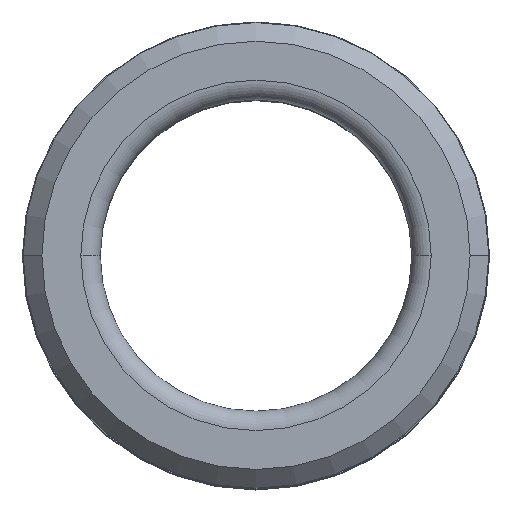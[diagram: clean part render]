
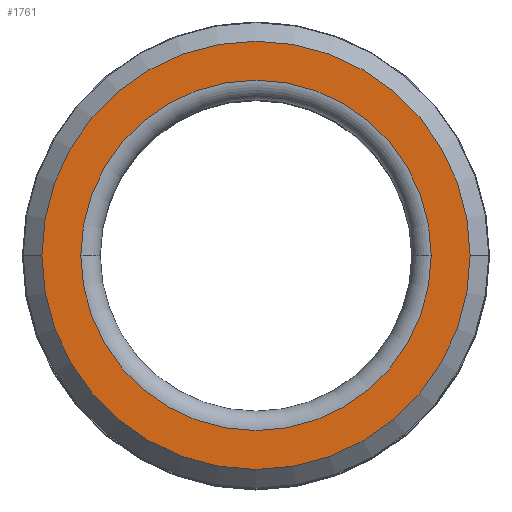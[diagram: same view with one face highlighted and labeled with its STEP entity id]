
A CAD part, top view. The second image highlights one B-rep face of the part: STEP entity #1761.
In plain terms, the highlighted planar face has unit normal (0, 0, 1).
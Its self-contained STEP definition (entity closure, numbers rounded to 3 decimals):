
#9 = CIRCLE ( 'NONE', #579, 5.5 ) ;
#81 = EDGE_CURVE ( 'NONE', #1231, #1154, #180, .T. ) ;
#153 = AXIS2_PLACEMENT_3D ( 'NONE', #353, #325, #201 ) ;
#180 = CIRCLE ( 'NONE', #153, 5.5 ) ;
#181 = DIRECTION ( 'NONE',  ( 0., 0., -1. ) ) ;
#198 = CARTESIAN_POINT ( 'NONE',  ( 5.5, 0., 16. ) ) ;
#201 = DIRECTION ( 'NONE',  ( 1., 0., 0. ) ) ;
#223 = CIRCLE ( 'NONE', #1452, 4.5 ) ;
#233 = ORIENTED_EDGE ( 'NONE', *, *, #1123, .T. ) ;
#280 = DIRECTION ( 'NONE',  ( 0., 0., 1. ) ) ;
#325 = DIRECTION ( 'NONE',  ( 0., 0., 1. ) ) ;
#353 = CARTESIAN_POINT ( 'NONE',  ( 0., 0., 16. ) ) ;
#362 = VERTEX_POINT ( 'NONE', #1389 ) ;
#389 = DIRECTION ( 'NONE',  ( 0., 0., -1. ) ) ;
#471 = EDGE_LOOP ( 'NONE', ( #831, #233 ) ) ;
#503 = EDGE_CURVE ( 'NONE', #757, #362, #1889, .T. ) ;
#579 = AXIS2_PLACEMENT_3D ( 'NONE', #1167, #280, #1316 ) ;
#757 = VERTEX_POINT ( 'NONE', #764 ) ;
#764 = CARTESIAN_POINT ( 'NONE',  ( 4.5, 0., 16. ) ) ;
#831 = ORIENTED_EDGE ( 'NONE', *, *, #503, .T. ) ;
#854 = CARTESIAN_POINT ( 'NONE',  ( 0., 0., 16. ) ) ;
#949 = CARTESIAN_POINT ( 'NONE',  ( -5.5, 0., 16. ) ) ;
#971 = AXIS2_PLACEMENT_3D ( 'NONE', #854, #1875, #1002 ) ;
#977 = FACE_OUTER_BOUND ( 'NONE', #1205, .T. ) ;
#994 = EDGE_CURVE ( 'NONE', #1154, #1231, #9, .T. ) ;
#1002 = DIRECTION ( 'NONE',  ( 1., 0., 0. ) ) ;
#1079 = ORIENTED_EDGE ( 'NONE', *, *, #81, .T. ) ;
#1081 = CARTESIAN_POINT ( 'NONE',  ( 0., 0., 16. ) ) ;
#1123 = EDGE_CURVE ( 'NONE', #362, #757, #223, .T. ) ;
#1154 = VERTEX_POINT ( 'NONE', #949 ) ;
#1167 = CARTESIAN_POINT ( 'NONE',  ( 0., 0., 16. ) ) ;
#1205 = EDGE_LOOP ( 'NONE', ( #1688, #1079 ) ) ;
#1219 = DIRECTION ( 'NONE',  ( 1., 0., 0. ) ) ;
#1231 = VERTEX_POINT ( 'NONE', #198 ) ;
#1272 = CARTESIAN_POINT ( 'NONE',  ( 0., 0., 16. ) ) ;
#1301 = FACE_BOUND ( 'NONE', #471, .T. ) ;
#1316 = DIRECTION ( 'NONE',  ( 1., 0., 0. ) ) ;
#1389 = CARTESIAN_POINT ( 'NONE',  ( -4.5, 0., 16. ) ) ;
#1402 = AXIS2_PLACEMENT_3D ( 'NONE', #1272, #389, #1419 ) ;
#1419 = DIRECTION ( 'NONE',  ( 1., 0., 0. ) ) ;
#1424 = PLANE ( 'NONE',  #971 ) ;
#1452 = AXIS2_PLACEMENT_3D ( 'NONE', #1081, #181, #1219 ) ;
#1688 = ORIENTED_EDGE ( 'NONE', *, *, #994, .T. ) ;
#1761 = ADVANCED_FACE ( 'NONE', ( #1301, #977 ), #1424, .T. ) ;
#1875 = DIRECTION ( 'NONE',  ( 0., 0., 1. ) ) ;
#1889 = CIRCLE ( 'NONE', #1402, 4.5 ) ;
